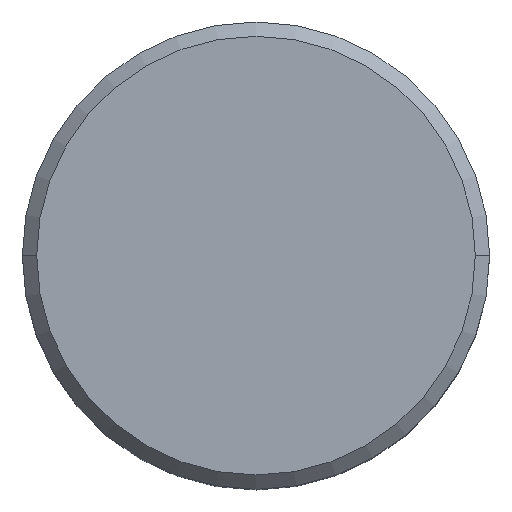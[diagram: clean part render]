
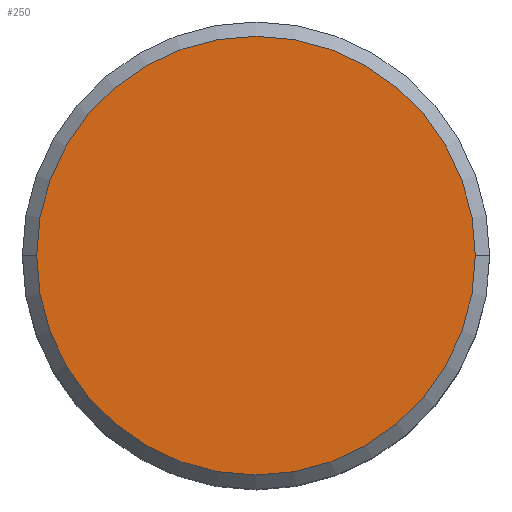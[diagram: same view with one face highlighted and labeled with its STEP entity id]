
A CAD part, top view. The second image highlights one B-rep face of the part: STEP entity #250.
In plain terms, the highlighted planar face has unit normal (0, 0, 1).
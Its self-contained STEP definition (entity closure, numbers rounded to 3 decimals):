
#10=CARTESIAN_POINT('',(0.,0.,25.));
#20=DIRECTION('',(0.,0.,1.));
#30=DIRECTION('',(-1.,0.,0.));
#40=AXIS2_PLACEMENT_3D('',#10,#20,#30);
#50=PLANE('',#40);
#60=CARTESIAN_POINT('',(0.,0.,25.));
#70=DIRECTION('',(0.,0.,-1.));
#80=DIRECTION('',(-1.,0.,-0.));
#90=AXIS2_PLACEMENT_3D('',#60,#70,#80);
#100=CIRCLE('',#90,7.65);
#110=CARTESIAN_POINT('',(0.,-7.65,25.));
#120=VERTEX_POINT('',#110);
#130=CARTESIAN_POINT('',(-7.65,0.,25.));
#140=VERTEX_POINT('',#130);
#150=EDGE_CURVE('',#120,#140,#100,.T.);
#160=ORIENTED_EDGE('',*,*,#150,.F.);
#170=CARTESIAN_POINT('',(7.65,0.,25.));
#180=VERTEX_POINT('',#170);
#190=EDGE_CURVE('',#140,#180,#100,.T.);
#200=ORIENTED_EDGE('',*,*,#190,.F.);
#210=EDGE_CURVE('',#180,#120,#100,.T.);
#220=ORIENTED_EDGE('',*,*,#210,.F.);
#230=EDGE_LOOP('',(#220,#200,#160));
#240=FACE_OUTER_BOUND('',#230,.T.);
#250=ADVANCED_FACE('',(#240),#50,.T.);
